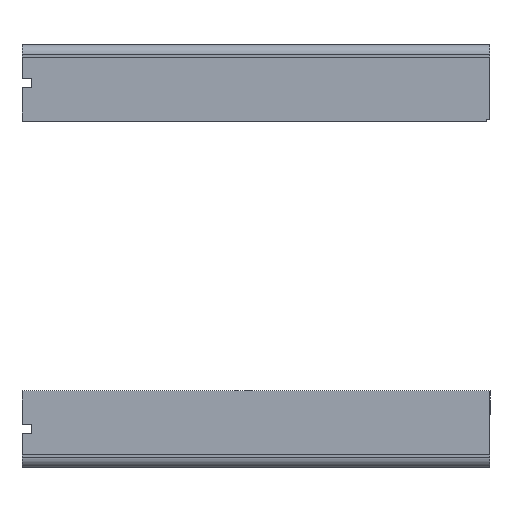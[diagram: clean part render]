
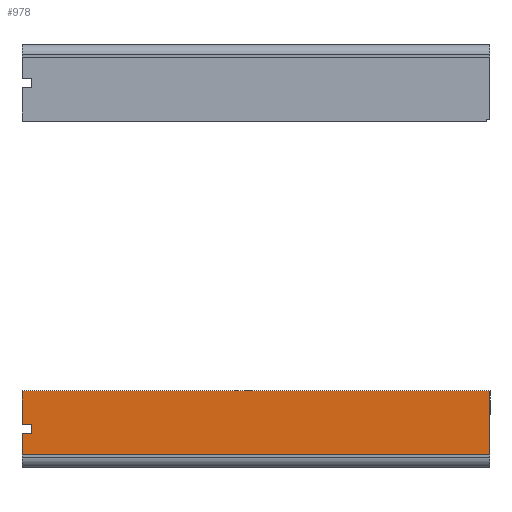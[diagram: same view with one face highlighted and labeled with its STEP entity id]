
A CAD part, left-side view. The second image highlights one B-rep face of the part: STEP entity #978.
In plain terms, the highlighted planar face has unit normal (-1, 0, 0).
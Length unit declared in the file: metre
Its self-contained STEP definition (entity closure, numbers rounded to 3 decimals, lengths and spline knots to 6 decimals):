
#56 = VECTOR ( 'NONE', #448, 1. ) ;
#70 = CARTESIAN_POINT ( 'NONE',  ( 0., 0.237, -0.18762 ) ) ;
#103 = LINE ( 'NONE', #203, #284 ) ;
#110 = DIRECTION ( 'NONE',  ( 0., 0., -1. ) ) ;
#117 = VERTEX_POINT ( 'NONE', #189 ) ;
#168 = DIRECTION ( 'NONE',  ( 0., 1., 0. ) ) ;
#189 = CARTESIAN_POINT ( 'NONE',  ( 0., 0.237, -0.17047 ) ) ;
#203 = CARTESIAN_POINT ( 'NONE',  ( 0., 0.232, -0.19242 ) ) ;
#206 = ORIENTED_EDGE ( 'NONE', *, *, #1268, .F. ) ;
#218 = LINE ( 'NONE', #1218, #56 ) ;
#222 = DIRECTION ( 'NONE',  ( 0., 0., -1. ) ) ;
#230 = EDGE_CURVE ( 'NONE', #897, #292, #692, .T. ) ;
#238 = EDGE_CURVE ( 'NONE', #786, #897, #103, .T. ) ;
#272 = VERTEX_POINT ( 'NONE', #792 ) ;
#284 = VECTOR ( 'NONE', #878, 1. ) ;
#289 = CARTESIAN_POINT ( 'NONE',  ( 0., 0., -0.2032 ) ) ;
#292 = VERTEX_POINT ( 'NONE', #1000 ) ;
#323 = PLANE ( 'NONE',  #1173 ) ;
#340 = EDGE_CURVE ( 'NONE', #272, #786, #218, .T. ) ;
#377 = DIRECTION ( 'NONE',  ( 0., 0., -1. ) ) ;
#412 = VERTEX_POINT ( 'NONE', #605 ) ;
#437 = FACE_OUTER_BOUND ( 'NONE', #452, .T. ) ;
#448 = DIRECTION ( 'NONE',  ( 0., -1., 0. ) ) ;
#452 = EDGE_LOOP ( 'NONE', ( #206, #1219, #944, #1447, #764, #980, #781, #1208 ) ) ;
#543 = VECTOR ( 'NONE', #1206, 1. ) ;
#584 = DIRECTION ( 'NONE',  ( 0., 1., 0. ) ) ;
#589 = EDGE_CURVE ( 'NONE', #1358, #117, #1362, .T. ) ;
#605 = CARTESIAN_POINT ( 'NONE',  ( 0., 0.237, -0.2032 ) ) ;
#652 = CARTESIAN_POINT ( 'NONE',  ( 0., -0.002, -0.17047 ) ) ;
#667 = CARTESIAN_POINT ( 'NONE',  ( 0., 0.237, -0.20955 ) ) ;
#692 = LINE ( 'NONE', #70, #543 ) ;
#725 = LINE ( 'NONE', #289, #1083 ) ;
#764 = ORIENTED_EDGE ( 'NONE', *, *, #230, .F. ) ;
#781 = ORIENTED_EDGE ( 'NONE', *, *, #340, .F. ) ;
#784 = CARTESIAN_POINT ( 'NONE',  ( 0., 0., -0.2032 ) ) ;
#786 = VERTEX_POINT ( 'NONE', #1320 ) ;
#792 = CARTESIAN_POINT ( 'NONE',  ( 0., 0.237, -0.19242 ) ) ;
#799 = VECTOR ( 'NONE', #110, 1. ) ;
#878 = DIRECTION ( 'NONE',  ( 0., 0., 1. ) ) ;
#897 = VERTEX_POINT ( 'NONE', #899 ) ;
#899 = CARTESIAN_POINT ( 'NONE',  ( 0., 0.232, -0.18762 ) ) ;
#931 = CARTESIAN_POINT ( 'NONE',  ( 0., 0., -0.17047 ) ) ;
#944 = ORIENTED_EDGE ( 'NONE', *, *, #589, .T. ) ;
#968 = EDGE_CURVE ( 'NONE', #117, #292, #1005, .T. ) ;
#978 = ADVANCED_FACE ( 'NONE', ( #437 ), #323, .T. ) ;
#980 = ORIENTED_EDGE ( 'NONE', *, *, #238, .F. ) ;
#994 = LINE ( 'NONE', #1437, #1404 ) ;
#1000 = CARTESIAN_POINT ( 'NONE',  ( 0., 0.237, -0.18762 ) ) ;
#1005 = LINE ( 'NONE', #667, #799 ) ;
#1022 = VERTEX_POINT ( 'NONE', #1264 ) ;
#1027 = LINE ( 'NONE', #1377, #1224 ) ;
#1041 = EDGE_CURVE ( 'NONE', #1358, #1022, #1027, .T. ) ;
#1083 = VECTOR ( 'NONE', #168, 1. ) ;
#1173 = AXIS2_PLACEMENT_3D ( 'NONE', #784, #1232, #222 ) ;
#1206 = DIRECTION ( 'NONE',  ( 0., 1., 0. ) ) ;
#1208 = ORIENTED_EDGE ( 'NONE', *, *, #1386, .T. ) ;
#1218 = CARTESIAN_POINT ( 'NONE',  ( 0., 0.237, -0.19242 ) ) ;
#1219 = ORIENTED_EDGE ( 'NONE', *, *, #1041, .F. ) ;
#1224 = VECTOR ( 'NONE', #1270, 1. ) ;
#1232 = DIRECTION ( 'NONE',  ( -1., 0., 0. ) ) ;
#1264 = CARTESIAN_POINT ( 'NONE',  ( 0., -0.002, -0.2032 ) ) ;
#1268 = EDGE_CURVE ( 'NONE', #1022, #412, #725, .T. ) ;
#1270 = DIRECTION ( 'NONE',  ( 0., 0., -1. ) ) ;
#1320 = CARTESIAN_POINT ( 'NONE',  ( 0., 0.232, -0.19242 ) ) ;
#1358 = VERTEX_POINT ( 'NONE', #652 ) ;
#1362 = LINE ( 'NONE', #931, #1448 ) ;
#1377 = CARTESIAN_POINT ( 'NONE',  ( 0., -0.002, -0.17047 ) ) ;
#1386 = EDGE_CURVE ( 'NONE', #272, #412, #994, .T. ) ;
#1404 = VECTOR ( 'NONE', #377, 1. ) ;
#1437 = CARTESIAN_POINT ( 'NONE',  ( 0., 0.237, -0.20955 ) ) ;
#1447 = ORIENTED_EDGE ( 'NONE', *, *, #968, .T. ) ;
#1448 = VECTOR ( 'NONE', #584, 1. ) ;
